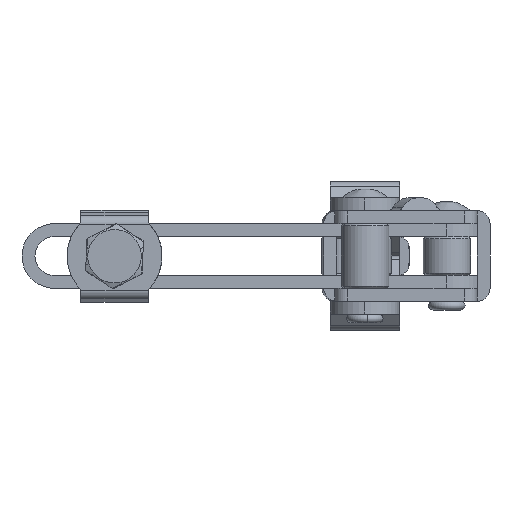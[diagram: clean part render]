
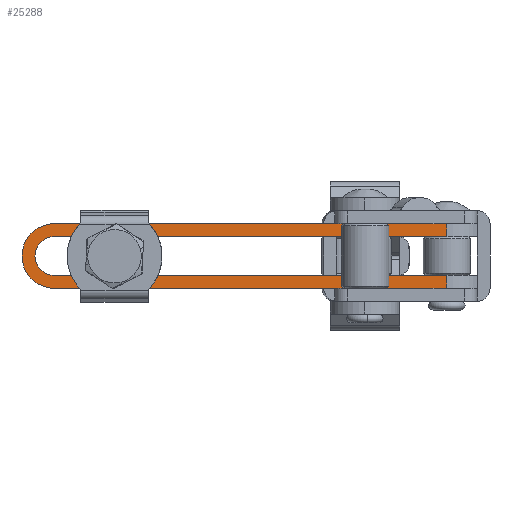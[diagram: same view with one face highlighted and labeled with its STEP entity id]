
A CAD part, front view. The second image highlights one B-rep face of the part: STEP entity #25288.
In plain terms, the highlighted face is planar.
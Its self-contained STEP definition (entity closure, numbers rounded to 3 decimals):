
#168 = VECTOR ( 'NONE', #31072, 1000. ) ;
#358 = EDGE_CURVE ( 'NONE', #10517, #23626, #427, .T. ) ;
#380 = AXIS2_PLACEMENT_3D ( 'NONE', #6956, #25925, #25369 ) ;
#427 = CIRCLE ( 'NONE', #380, 7.5 ) ;
#629 = VERTEX_POINT ( 'NONE', #11800 ) ;
#1015 = CARTESIAN_POINT ( 'NONE',  ( 0., 0., 16. ) ) ;
#1964 = DIRECTION ( 'NONE',  ( 1., 0., 0. ) ) ;
#2251 = ORIENTED_EDGE ( 'NONE', *, *, #3525, .T. ) ;
#3262 = CARTESIAN_POINT ( 'NONE',  ( 0., -4.5, 16. ) ) ;
#3477 = EDGE_CURVE ( 'NONE', #28778, #629, #22888, .T. ) ;
#3525 = EDGE_CURVE ( 'NONE', #629, #10356, #29889, .T. ) ;
#3682 = DIRECTION ( 'NONE',  ( 1., 0., 0. ) ) ;
#3891 = ORIENTED_EDGE ( 'NONE', *, *, #22754, .T. ) ;
#4540 = DIRECTION ( 'NONE',  ( 0., 0., 1. ) ) ;
#4968 = EDGE_CURVE ( 'NONE', #18984, #24448, #21122, .T. ) ;
#5804 = DIRECTION ( 'NONE',  ( 1., 0., 0. ) ) ;
#6524 = AXIS2_PLACEMENT_3D ( 'NONE', #20249, #4540, #22945 ) ;
#6591 = EDGE_CURVE ( 'NONE', #30546, #21774, #19422, .T. ) ;
#6926 = CARTESIAN_POINT ( 'NONE',  ( 0., -7.5, 16. ) ) ;
#6956 = CARTESIAN_POINT ( 'NONE',  ( 0., 0., 16. ) ) ;
#7350 = ORIENTED_EDGE ( 'NONE', *, *, #17101, .T. ) ;
#7456 = DIRECTION ( 'NONE',  ( -1., 0., 0. ) ) ;
#8837 = EDGE_LOOP ( 'NONE', ( #30950, #15294, #28610, #7350, #23749, #3891, #25579, #2251, #29166, #17845 ) ) ;
#9491 = EDGE_CURVE ( 'NONE', #10356, #10517, #28123, .T. ) ;
#9936 = DIRECTION ( 'NONE',  ( 0., 0., -1. ) ) ;
#9990 = CARTESIAN_POINT ( 'NONE',  ( 91., 7.5, 16. ) ) ;
#10356 = VERTEX_POINT ( 'NONE', #19519 ) ;
#10517 = VERTEX_POINT ( 'NONE', #15248 ) ;
#11092 = DIRECTION ( 'NONE',  ( -1., 0., 0. ) ) ;
#11800 = CARTESIAN_POINT ( 'NONE',  ( 91., 7.5, 16. ) ) ;
#11859 = VECTOR ( 'NONE', #5804, 1000. ) ;
#12706 = VECTOR ( 'NONE', #22658, 1000. ) ;
#12785 = AXIS2_PLACEMENT_3D ( 'NONE', #25687, #9936, #28347 ) ;
#13372 = CARTESIAN_POINT ( 'NONE',  ( 91., -4.5, 16. ) ) ;
#15034 = DIRECTION ( 'NONE',  ( 0., 1., 0. ) ) ;
#15038 = PLANE ( 'NONE',  #25526 ) ;
#15089 = EDGE_CURVE ( 'NONE', #24448, #20506, #15451, .T. ) ;
#15248 = CARTESIAN_POINT ( 'NONE',  ( -7.5, 0., 16. ) ) ;
#15294 = ORIENTED_EDGE ( 'NONE', *, *, #4968, .T. ) ;
#15451 = LINE ( 'NONE', #26819, #16271 ) ;
#15862 = VECTOR ( 'NONE', #15034, 1000. ) ;
#16271 = VECTOR ( 'NONE', #11092, 1000. ) ;
#17101 = EDGE_CURVE ( 'NONE', #20506, #30546, #26485, .T. ) ;
#17309 = CARTESIAN_POINT ( 'NONE',  ( 91., -7.5, 16. ) ) ;
#17683 = DIRECTION ( 'NONE',  ( 0., 0., 1. ) ) ;
#17845 = ORIENTED_EDGE ( 'NONE', *, *, #358, .T. ) ;
#18984 = VERTEX_POINT ( 'NONE', #17309 ) ;
#19391 = DIRECTION ( 'NONE',  ( 0., 0., -1. ) ) ;
#19422 = CIRCLE ( 'NONE', #25638, 4.5 ) ;
#19519 = CARTESIAN_POINT ( 'NONE',  ( 0., 7.5, 16. ) ) ;
#20249 = CARTESIAN_POINT ( 'NONE',  ( 0., 0., 16. ) ) ;
#20506 = VERTEX_POINT ( 'NONE', #3262 ) ;
#21122 = LINE ( 'NONE', #23135, #168 ) ;
#21525 = CARTESIAN_POINT ( 'NONE',  ( 0., 4.5, 16. ) ) ;
#21727 = CARTESIAN_POINT ( 'NONE',  ( 0., 4.5, 16. ) ) ;
#21774 = VERTEX_POINT ( 'NONE', #21727 ) ;
#22658 = DIRECTION ( 'NONE',  ( 1., 0., 0. ) ) ;
#22754 = EDGE_CURVE ( 'NONE', #21774, #28778, #32810, .T. ) ;
#22888 = LINE ( 'NONE', #9990, #15862 ) ;
#22945 = DIRECTION ( 'NONE',  ( 1., 0., 0. ) ) ;
#23135 = CARTESIAN_POINT ( 'NONE',  ( 91., -4.5, 16. ) ) ;
#23626 = VERTEX_POINT ( 'NONE', #28185 ) ;
#23644 = CARTESIAN_POINT ( 'NONE',  ( 91., 4.5, 16. ) ) ;
#23749 = ORIENTED_EDGE ( 'NONE', *, *, #6591, .T. ) ;
#24448 = VERTEX_POINT ( 'NONE', #13372 ) ;
#25288 = ADVANCED_FACE ( 'NONE', ( #32903 ), #15038, .T. ) ;
#25369 = DIRECTION ( 'NONE',  ( 1., 0., 0. ) ) ;
#25474 = CARTESIAN_POINT ( 'NONE',  ( -4.5, 0., 16. ) ) ;
#25526 = AXIS2_PLACEMENT_3D ( 'NONE', #30815, #17683, #1964 ) ;
#25579 = ORIENTED_EDGE ( 'NONE', *, *, #3477, .T. ) ;
#25638 = AXIS2_PLACEMENT_3D ( 'NONE', #1015, #19391, #3682 ) ;
#25687 = CARTESIAN_POINT ( 'NONE',  ( 0., 0., 16. ) ) ;
#25873 = CARTESIAN_POINT ( 'NONE',  ( 0., 7.5, 16. ) ) ;
#25925 = DIRECTION ( 'NONE',  ( 0., 0., 1. ) ) ;
#26485 = CIRCLE ( 'NONE', #12785, 4.5 ) ;
#26708 = LINE ( 'NONE', #6926, #12706 ) ;
#26819 = CARTESIAN_POINT ( 'NONE',  ( 0., -4.5, 16. ) ) ;
#26838 = EDGE_CURVE ( 'NONE', #23626, #18984, #26708, .T. ) ;
#28123 = CIRCLE ( 'NONE', #6524, 7.5 ) ;
#28185 = CARTESIAN_POINT ( 'NONE',  ( 0., -7.5, 16. ) ) ;
#28347 = DIRECTION ( 'NONE',  ( 1., 0., 0. ) ) ;
#28610 = ORIENTED_EDGE ( 'NONE', *, *, #15089, .T. ) ;
#28778 = VERTEX_POINT ( 'NONE', #23644 ) ;
#29058 = VECTOR ( 'NONE', #7456, 1000. ) ;
#29166 = ORIENTED_EDGE ( 'NONE', *, *, #9491, .T. ) ;
#29889 = LINE ( 'NONE', #25873, #29058 ) ;
#30546 = VERTEX_POINT ( 'NONE', #25474 ) ;
#30815 = CARTESIAN_POINT ( 'NONE',  ( 0., 0., 16. ) ) ;
#30950 = ORIENTED_EDGE ( 'NONE', *, *, #26838, .T. ) ;
#31072 = DIRECTION ( 'NONE',  ( 0., 1., 0. ) ) ;
#32810 = LINE ( 'NONE', #21525, #11859 ) ;
#32903 = FACE_OUTER_BOUND ( 'NONE', #8837, .T. ) ;
